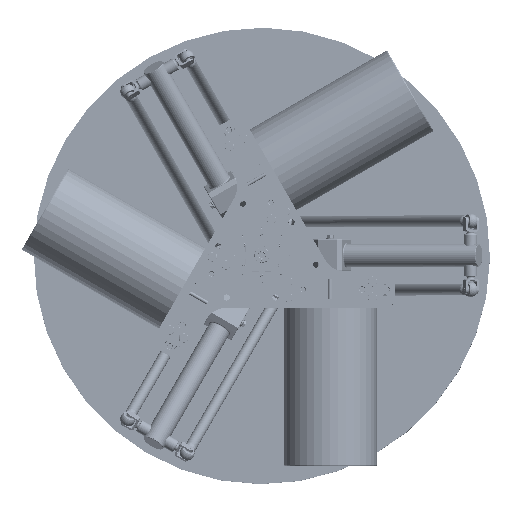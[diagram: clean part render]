
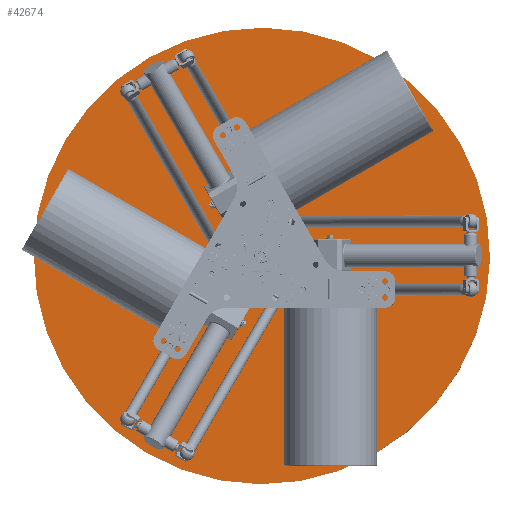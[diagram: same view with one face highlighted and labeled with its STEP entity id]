
A CAD part, top view. The second image highlights one B-rep face of the part: STEP entity #42674.
In plain terms, the highlighted face is planar.
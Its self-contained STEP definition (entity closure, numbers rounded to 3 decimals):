
#11307=FACE_OUTER_BOUND('',#13880,.T.);
#13880=EDGE_LOOP('',(#29139));
#16896=CIRCLE('',#45692,500.);
#19105=VERTEX_POINT('',#63030);
#23056=EDGE_CURVE('',#19105,#19105,#16896,.T.);
#29139=ORIENTED_EDGE('',*,*,#23056,.F.);
#41305=PLANE('',#45691);
#42674=ADVANCED_FACE('',(#11307),#41305,.T.);
#45691=AXIS2_PLACEMENT_3D('',#63029,#50458,#50459);
#45692=AXIS2_PLACEMENT_3D('',#63031,#50460,#50461);
#50458=DIRECTION('center_axis',(0.,0.,-1.));
#50459=DIRECTION('ref_axis',(-1.,0.,0.));
#50460=DIRECTION('center_axis',(0.,0.,1.));
#50461=DIRECTION('ref_axis',(0.,-1.,0.));
#63029=CARTESIAN_POINT('Origin',(0.,-250.,-200.));
#63030=CARTESIAN_POINT('',(0.,500.,-200.));
#63031=CARTESIAN_POINT('Origin',(0.,0.,-200.));
